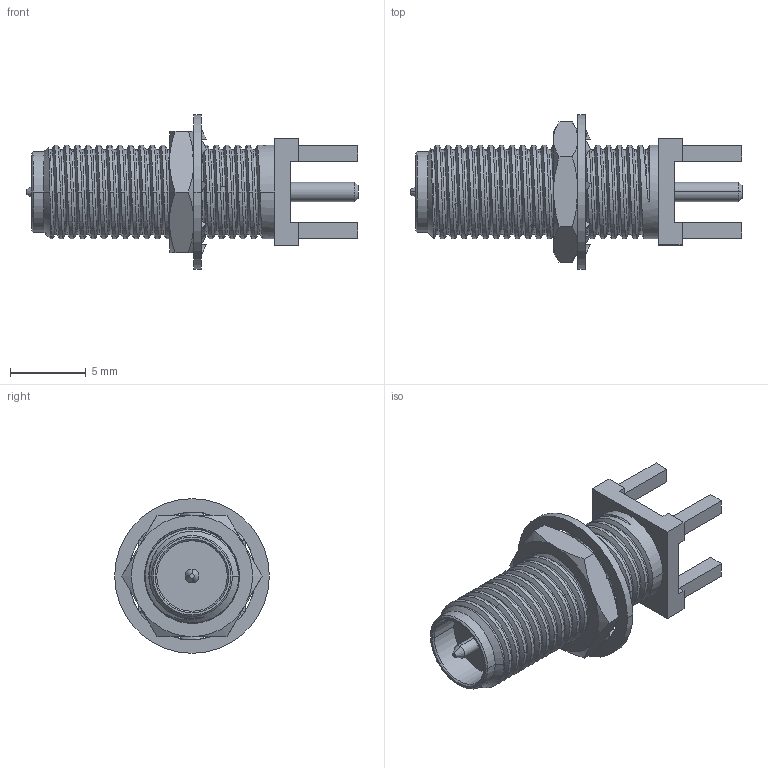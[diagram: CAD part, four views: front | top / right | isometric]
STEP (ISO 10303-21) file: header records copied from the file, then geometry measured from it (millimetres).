
FILE_DESCRIPTION((''),'2;1');
FILE_NAME('132291RP_SW0002','2020-05-07T',('Vijayaragavan'),(''),'CREO PARAMETRIC BY PTC INC, 2018360','CREO PARAMETRIC BY PTC INC, 2018360','');
FILE_SCHEMA(('CONFIG_CONTROL_DESIGN'));
Length unit declared in the file: millimetre
Products named in the file (1): 132291RP_SW0002
Bounding box: 21.9 x 10.2 x 10.2 mm (x, y, z)
Volume: 543.1 mm3; surface area: 872.3 mm2
Topology: 1 solids, 1 shells, 208 faces, 616 edges, 384 vertices
Faces by surface type: cylinder 66, plane 60, bspline 55, cone 27
Entity records: 17389 total; most frequent: CARTESIAN_POINT 12335, ORIENTED_EDGE 1232, DIRECTION 776, EDGE_CURVE 616, VERTEX_POINT 384, VECTOR 296, LINE 296, AXIS2_PLACEMENT_3D 240
